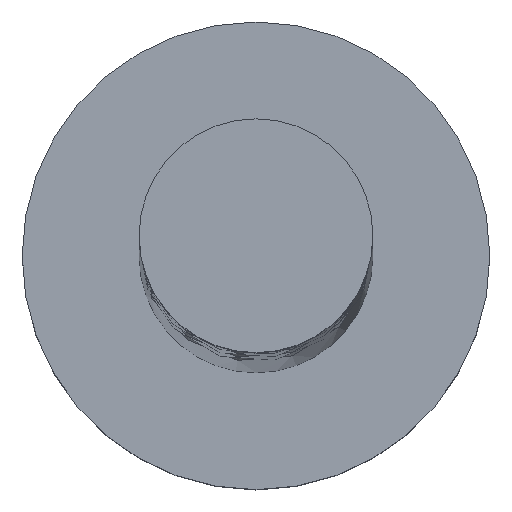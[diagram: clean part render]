
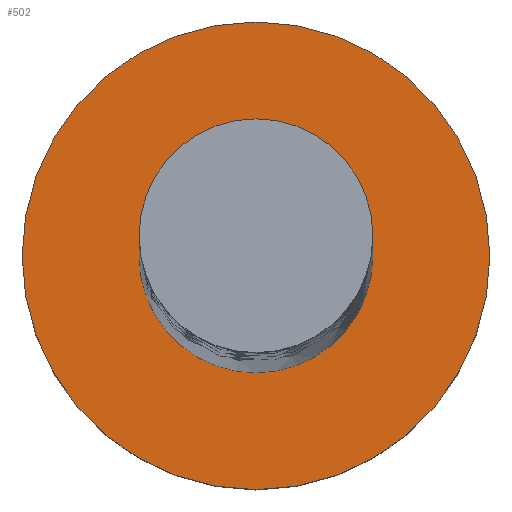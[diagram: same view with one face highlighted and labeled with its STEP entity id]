
A CAD part, top view. The second image highlights one B-rep face of the part: STEP entity #502.
In plain terms, the highlighted planar face has unit normal (0, 0, 1).
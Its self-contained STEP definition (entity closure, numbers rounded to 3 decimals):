
#27 = AXIS2_PLACEMENT_3D ( 'NONE', #401, #943, #270 ) ;
#76 = CARTESIAN_POINT ( 'NONE',  ( 2., 0., 3. ) ) ;
#78 = DIRECTION ( 'NONE',  ( 1., 0., 0. ) ) ;
#154 = AXIS2_PLACEMENT_3D ( 'NONE', #648, #1188, #1058 ) ;
#158 = DIRECTION ( 'NONE',  ( 0., 0., 1. ) ) ;
#234 = CIRCLE ( 'NONE', #826, 2. ) ;
#245 = CARTESIAN_POINT ( 'NONE',  ( 0., 0., 3. ) ) ;
#270 = DIRECTION ( 'NONE',  ( 1., 0., 0. ) ) ;
#283 = CARTESIAN_POINT ( 'NONE',  ( 0., 0., 3. ) ) ;
#295 = VERTEX_POINT ( 'NONE', #1049 ) ;
#401 = CARTESIAN_POINT ( 'NONE',  ( 0., 0., 3. ) ) ;
#437 = ORIENTED_EDGE ( 'NONE', *, *, #1229, .F. ) ;
#451 = EDGE_LOOP ( 'NONE', ( #1100, #437 ) ) ;
#502 = ADVANCED_FACE ( 'NONE', ( #525, #1597 ), #537, .T. ) ;
#525 = FACE_BOUND ( 'NONE', #451, .T. ) ;
#537 = PLANE ( 'NONE',  #27 ) ;
#606 = VERTEX_POINT ( 'NONE', #76 ) ;
#632 = DIRECTION ( 'NONE',  ( 0., 0., 1. ) ) ;
#648 = CARTESIAN_POINT ( 'NONE',  ( 0., 0., 3. ) ) ;
#654 = CARTESIAN_POINT ( 'NONE',  ( -4., 0., 3. ) ) ;
#774 = AXIS2_PLACEMENT_3D ( 'NONE', #1077, #158, #78 ) ;
#803 = CIRCLE ( 'NONE', #154, 4. ) ;
#807 = CIRCLE ( 'NONE', #774, 4. ) ;
#820 = DIRECTION ( 'NONE',  ( 0., 0., 1. ) ) ;
#826 = AXIS2_PLACEMENT_3D ( 'NONE', #245, #632, #935 ) ;
#843 = CIRCLE ( 'NONE', #1240, 2. ) ;
#876 = EDGE_CURVE ( 'NONE', #1250, #295, #803, .T. ) ;
#935 = DIRECTION ( 'NONE',  ( 1., 0., 0. ) ) ;
#943 = DIRECTION ( 'NONE',  ( 0., 0., 1. ) ) ;
#1044 = EDGE_CURVE ( 'NONE', #295, #1250, #807, .T. ) ;
#1049 = CARTESIAN_POINT ( 'NONE',  ( 4., 0., 3. ) ) ;
#1058 = DIRECTION ( 'NONE',  ( 1., 0., 0. ) ) ;
#1077 = CARTESIAN_POINT ( 'NONE',  ( 0., 0., 3. ) ) ;
#1100 = ORIENTED_EDGE ( 'NONE', *, *, #1655, .F. ) ;
#1188 = DIRECTION ( 'NONE',  ( 0., 0., 1. ) ) ;
#1194 = ORIENTED_EDGE ( 'NONE', *, *, #1044, .T. ) ;
#1229 = EDGE_CURVE ( 'NONE', #606, #1464, #843, .T. ) ;
#1240 = AXIS2_PLACEMENT_3D ( 'NONE', #283, #820, #1430 ) ;
#1250 = VERTEX_POINT ( 'NONE', #654 ) ;
#1302 = CARTESIAN_POINT ( 'NONE',  ( -2., 0., 3. ) ) ;
#1314 = ORIENTED_EDGE ( 'NONE', *, *, #876, .T. ) ;
#1430 = DIRECTION ( 'NONE',  ( 1., 0., 0. ) ) ;
#1464 = VERTEX_POINT ( 'NONE', #1302 ) ;
#1577 = EDGE_LOOP ( 'NONE', ( #1314, #1194 ) ) ;
#1597 = FACE_OUTER_BOUND ( 'NONE', #1577, .T. ) ;
#1655 = EDGE_CURVE ( 'NONE', #1464, #606, #234, .T. ) ;
